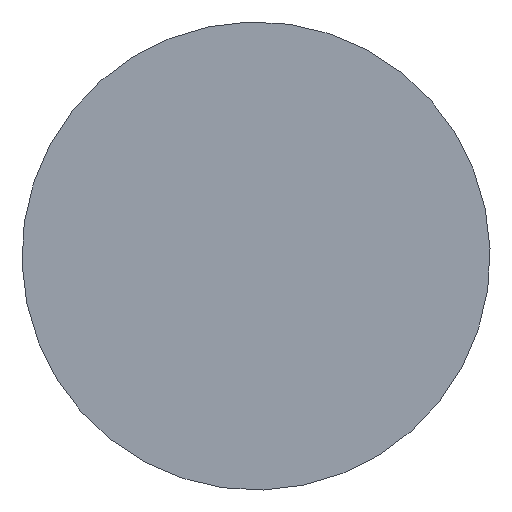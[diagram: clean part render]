
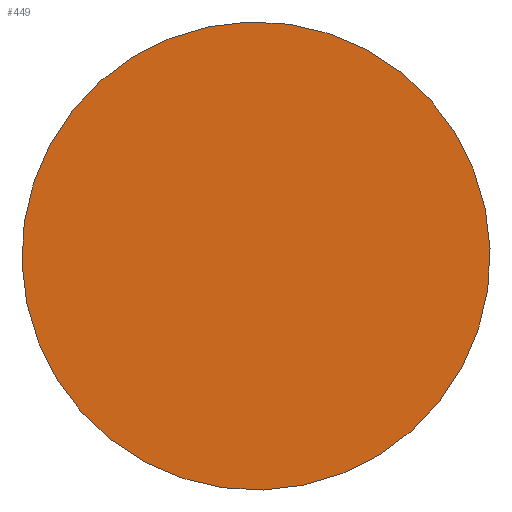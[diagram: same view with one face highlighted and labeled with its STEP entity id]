
A CAD part, front view. The second image highlights one B-rep face of the part: STEP entity #449.
In plain terms, the highlighted planar face has unit normal (0, -1, 0).
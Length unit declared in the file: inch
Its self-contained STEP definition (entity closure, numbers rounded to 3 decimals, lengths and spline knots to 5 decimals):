
#129=FACE_OUTER_BOUND('',#173,.T.);
#173=EDGE_LOOP('',(#374));
#193=CIRCLE('',#509,1.);
#229=VERTEX_POINT('',#784);
#278=EDGE_CURVE('',#229,#229,#193,.T.);
#374=ORIENTED_EDGE('',*,*,#278,.T.);
#389=PLANE('',#510);
#449=ADVANCED_FACE('',(#129),#389,.T.);
#509=AXIS2_PLACEMENT_3D('',#785,#638,#639);
#510=AXIS2_PLACEMENT_3D('',#786,#640,#641);
#638=DIRECTION('center_axis',(0.,-1.,0.));
#639=DIRECTION('ref_axis',(-0.472,0.,-0.881));
#640=DIRECTION('center_axis',(0.,-1.,0.));
#641=DIRECTION('ref_axis',(-0.472,0.,-0.881));
#784=CARTESIAN_POINT('',(-0.47233,0.,-0.88142));
#785=CARTESIAN_POINT('Origin',(0.,0.,
0.));
#786=CARTESIAN_POINT('Origin',(-0.4251,0.,
-0.79328));
